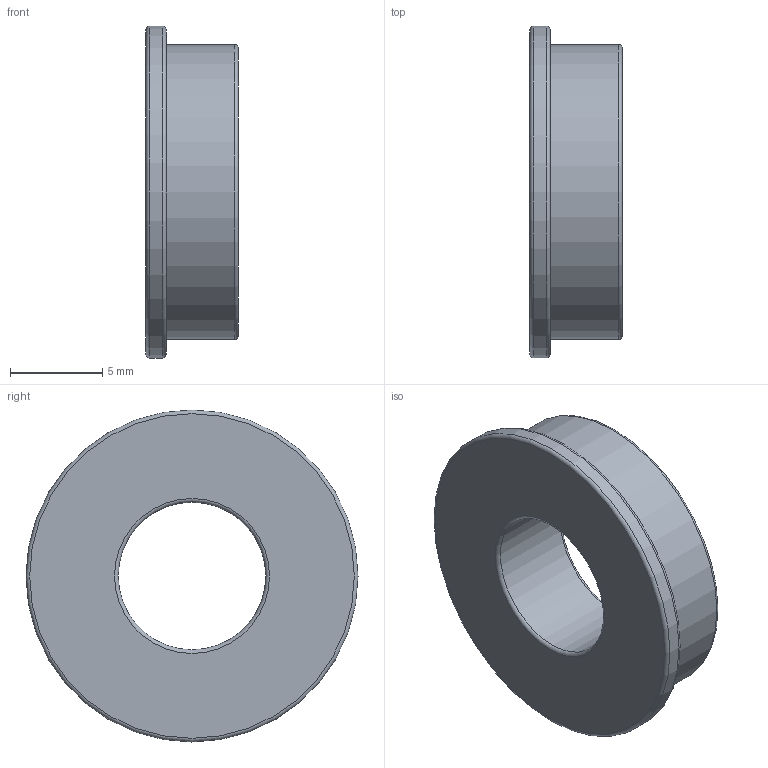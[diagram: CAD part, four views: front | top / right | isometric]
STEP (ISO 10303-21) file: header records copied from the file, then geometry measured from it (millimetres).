
FILE_DESCRIPTION(/* description */ (''),/* implementation_level */ '2;1');
FILE_NAME(/* name */ 'F688ZZ mit Flansh Low Res v2.step',/* time_stamp */ '2021-12-09T13:49:48+01:00',/* author */ (''),/* organization */ (''),/* preprocessor_version */ 'ST-DEVELOPER v18.1',/* originating_system */ 'Autodesk Translation Framework v10.10.0.1391',/* authorisation */ '');
FILE_SCHEMA (('AUTOMOTIVE_DESIGN { 1 0 10303 214 3 1 1 }'));
Length unit declared in the file: millimetre
Products named in the file (5): F688ZZ mit Flansh Low Res; F688ZZ_shaft v1; Default; F688ZZ_Housing v1; Default (1)
Assembly tree (4 placements, depth 3):
  F688ZZ mit Flansh Low Res
    F688ZZ_shaft v1
      Default
    F688ZZ_Housing v1
      Default (1)
Bounding box: 5 x 18 x 18 mm (x, y, z)
Volume: 810.9 mm3; surface area: 774 mm2
Topology: 1 solids, 1 shells, 11 faces, 23 edges, 15 vertices
Faces by surface type: torus 5, cylinder 3, plane 3
Full cylindrical faces by diameter (mm): 8 x1, 16 x1, 18 x1
Entity records: 444 total; most frequent: DIRECTION 83, CARTESIAN_POINT 58, ORIENTED_EDGE 46, AXIS2_PLACEMENT_3D 40, EDGE_CURVE 23, CIRCLE 20, VERTEX_POINT 15, EDGE_LOOP 14
